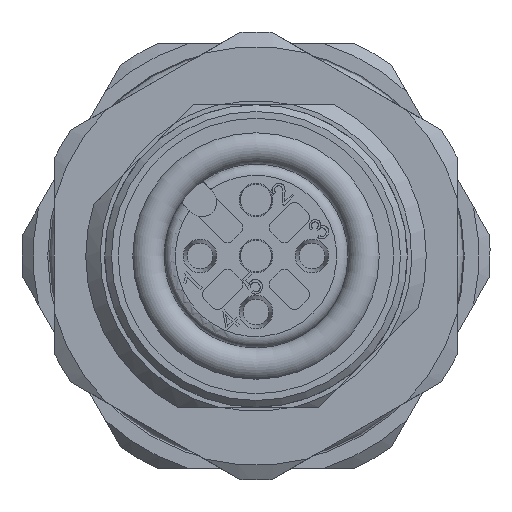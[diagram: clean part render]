
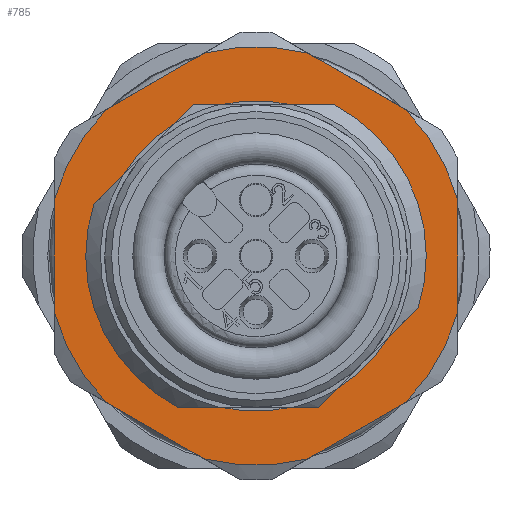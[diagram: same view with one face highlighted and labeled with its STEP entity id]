
A CAD part, left-side view. The second image highlights one B-rep face of the part: STEP entity #785.
In plain terms, the highlighted planar face has unit normal (-1, 0, 0).
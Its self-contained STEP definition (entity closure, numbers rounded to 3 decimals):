
#232=FACE_BOUND('',#1348,.T.);
#233=FACE_BOUND('',#1349,.T.);
#333=PLANE('',#4722);
#785=ADVANCED_FACE('',(#232,#233),#333,.F.);
#1348=EDGE_LOOP('',(#2988,#2989,#2990,#2991,#2992,#2993,#2994,#2995,#2996,
#2997,#2998,#2999));
#1349=EDGE_LOOP('',(#3000,#3001,#3002,#3003,#3004,#3005,#3006,#3007,#3008,
#3009,#3010,#3011,#3012,#3013));
#1383=LINE('',#5859,#1630);
#1391=LINE('',#5876,#1638);
#1395=LINE('',#5893,#1642);
#1402=LINE('',#5906,#1649);
#1406=LINE('',#5924,#1653);
#1410=LINE('',#5941,#1657);
#1418=LINE('',#5958,#1665);
#1421=LINE('',#5972,#1668);
#1602=LINE('',#8053,#1881);
#1603=LINE('',#8057,#1882);
#1604=LINE('',#8061,#1883);
#1605=LINE('',#8065,#1884);
#1606=LINE('',#8069,#1885);
#1607=LINE('',#8073,#1886);
#1630=VECTOR('',#4787,1.);
#1638=VECTOR('',#4795,1.);
#1642=VECTOR('',#4801,1.);
#1649=VECTOR('',#4808,1.);
#1653=VECTOR('',#4814,1.);
#1657=VECTOR('',#4818,1.);
#1665=VECTOR('',#4828,1.);
#1668=VECTOR('',#4831,1.);
#1881=VECTOR('',#5704,1.);
#1882=VECTOR('',#5707,1.);
#1883=VECTOR('',#5710,1.);
#1884=VECTOR('',#5713,1.);
#1885=VECTOR('',#5716,1.);
#1886=VECTOR('',#5719,1.);
#2988=ORIENTED_EDGE('',*,*,#4130,.F.);
#2989=ORIENTED_EDGE('',*,*,#4131,.F.);
#2990=ORIENTED_EDGE('',*,*,#4132,.F.);
#2991=ORIENTED_EDGE('',*,*,#4133,.F.);
#2992=ORIENTED_EDGE('',*,*,#4134,.F.);
#2993=ORIENTED_EDGE('',*,*,#4135,.F.);
#2994=ORIENTED_EDGE('',*,*,#4136,.F.);
#2995=ORIENTED_EDGE('',*,*,#4137,.F.);
#2996=ORIENTED_EDGE('',*,*,#4138,.F.);
#2997=ORIENTED_EDGE('',*,*,#4139,.F.);
#2998=ORIENTED_EDGE('',*,*,#4140,.F.);
#2999=ORIENTED_EDGE('',*,*,#4141,.F.);
#3000=ORIENTED_EDGE('',*,*,#4142,.F.);
#3001=ORIENTED_EDGE('',*,*,#3580,.T.);
#3002=ORIENTED_EDGE('',*,*,#3601,.T.);
#3003=ORIENTED_EDGE('',*,*,#4143,.F.);
#3004=ORIENTED_EDGE('',*,*,#3594,.T.);
#3005=ORIENTED_EDGE('',*,*,#3576,.T.);
#3006=ORIENTED_EDGE('',*,*,#3621,.F.);
#3007=ORIENTED_EDGE('',*,*,#4144,.F.);
#3008=ORIENTED_EDGE('',*,*,#3626,.F.);
#3009=ORIENTED_EDGE('',*,*,#3607,.F.);
#3010=ORIENTED_EDGE('',*,*,#4145,.F.);
#3011=ORIENTED_EDGE('',*,*,#3613,.F.);
#3012=ORIENTED_EDGE('',*,*,#3572,.T.);
#3013=ORIENTED_EDGE('',*,*,#3588,.T.);
#3145=VERTEX_POINT('',#5842);
#3146=VERTEX_POINT('',#5843);
#3149=VERTEX_POINT('',#5851);
#3150=VERTEX_POINT('',#5852);
#3153=VERTEX_POINT('',#5860);
#3154=VERTEX_POINT('',#5861);
#3161=VERTEX_POINT('',#5875);
#3166=VERTEX_POINT('',#5894);
#3171=VERTEX_POINT('',#5905);
#3176=VERTEX_POINT('',#5923);
#3177=VERTEX_POINT('',#5925);
#3182=VERTEX_POINT('',#5942);
#3189=VERTEX_POINT('',#5957);
#3193=VERTEX_POINT('',#5973);
#3534=VERTEX_POINT('',#8051);
#3535=VERTEX_POINT('',#8052);
#3536=VERTEX_POINT('',#8054);
#3537=VERTEX_POINT('',#8056);
#3538=VERTEX_POINT('',#8058);
#3539=VERTEX_POINT('',#8060);
#3540=VERTEX_POINT('',#8062);
#3541=VERTEX_POINT('',#8064);
#3542=VERTEX_POINT('',#8066);
#3543=VERTEX_POINT('',#8068);
#3544=VERTEX_POINT('',#8070);
#3545=VERTEX_POINT('',#8072);
#3572=EDGE_CURVE('',#3145,#3146,#4192,.T.);
#3576=EDGE_CURVE('',#3149,#3150,#4194,.T.);
#3580=EDGE_CURVE('',#3153,#3154,#1383,.T.);
#3588=EDGE_CURVE('',#3146,#3161,#1391,.T.);
#3594=EDGE_CURVE('',#3166,#3149,#1395,.T.);
#3601=EDGE_CURVE('',#3154,#3171,#1402,.T.);
#3607=EDGE_CURVE('',#3176,#3177,#1406,.T.);
#3613=EDGE_CURVE('',#3145,#3182,#1410,.T.);
#3621=EDGE_CURVE('',#3189,#3150,#1418,.T.);
#3626=EDGE_CURVE('',#3177,#3193,#1421,.T.);
#4130=EDGE_CURVE('',#3534,#3535,#4347,.T.);
#4131=EDGE_CURVE('',#3536,#3534,#1602,.T.);
#4132=EDGE_CURVE('',#3537,#3536,#4348,.T.);
#4133=EDGE_CURVE('',#3538,#3537,#1603,.T.);
#4134=EDGE_CURVE('',#3539,#3538,#4349,.T.);
#4135=EDGE_CURVE('',#3540,#3539,#1604,.T.);
#4136=EDGE_CURVE('',#3541,#3540,#4350,.T.);
#4137=EDGE_CURVE('',#3542,#3541,#1605,.T.);
#4138=EDGE_CURVE('',#3543,#3542,#4351,.T.);
#4139=EDGE_CURVE('',#3544,#3543,#1606,.T.);
#4140=EDGE_CURVE('',#3545,#3544,#4352,.T.);
#4141=EDGE_CURVE('',#3535,#3545,#1607,.T.);
#4142=EDGE_CURVE('',#3153,#3161,#4353,.T.);
#4143=EDGE_CURVE('',#3166,#3171,#4354,.T.);
#4144=EDGE_CURVE('',#3193,#3189,#4355,.T.);
#4145=EDGE_CURVE('',#3182,#3176,#4356,.T.);
#4192=CIRCLE('',#4374,7.6);
#4194=CIRCLE('',#4377,7.6);
#4347=CIRCLE('',#4712,9.346);
#4348=CIRCLE('',#4713,9.346);
#4349=CIRCLE('',#4714,9.346);
#4350=CIRCLE('',#4715,9.346);
#4351=CIRCLE('',#4716,9.346);
#4352=CIRCLE('',#4717,9.346);
#4353=CIRCLE('',#4718,6.93);
#4354=CIRCLE('',#4719,6.93);
#4355=CIRCLE('',#4720,6.93);
#4356=CIRCLE('',#4721,6.93);
#4374=AXIS2_PLACEMENT_3D('',#5841,#4771,#4772);
#4377=AXIS2_PLACEMENT_3D('',#5850,#4779,#4780);
#4712=AXIS2_PLACEMENT_3D('',#8050,#5702,#5703);
#4713=AXIS2_PLACEMENT_3D('',#8055,#5705,#5706);
#4714=AXIS2_PLACEMENT_3D('',#8059,#5708,#5709);
#4715=AXIS2_PLACEMENT_3D('',#8063,#5711,#5712);
#4716=AXIS2_PLACEMENT_3D('',#8067,#5714,#5715);
#4717=AXIS2_PLACEMENT_3D('',#8071,#5717,#5718);
#4718=AXIS2_PLACEMENT_3D('',#8074,#5720,#5721);
#4719=AXIS2_PLACEMENT_3D('',#8075,#5722,#5723);
#4720=AXIS2_PLACEMENT_3D('',#8076,#5724,#5725);
#4721=AXIS2_PLACEMENT_3D('',#8077,#5726,#5727);
#4722=AXIS2_PLACEMENT_3D('',#8078,#5728,#5729);
#4771=DIRECTION('',(1.,0.,0.));
#4772=DIRECTION('',(0.,0.,-1.));
#4779=DIRECTION('',(1.,0.,0.));
#4780=DIRECTION('',(0.,0.,-1.));
#4787=DIRECTION('',(0.,-0.707,0.707));
#4795=DIRECTION('',(0.,-0.707,0.707));
#4801=DIRECTION('',(0.,-1.,0.));
#4808=DIRECTION('',(0.,-1.,0.));
#4814=DIRECTION('',(0.,-1.,0.));
#4818=DIRECTION('',(0.,-1.,0.));
#4828=DIRECTION('',(0.,-0.707,0.707));
#4831=DIRECTION('',(0.,-0.707,0.707));
#5702=DIRECTION('',(1.,0.,0.));
#5703=DIRECTION('',(0.,-1.,0.));
#5704=DIRECTION('',(0.,0.,-1.));
#5705=DIRECTION('',(1.,0.,0.));
#5706=DIRECTION('',(0.,-1.,0.));
#5707=DIRECTION('',(0.,-0.866,-0.5));
#5708=DIRECTION('',(1.,0.,0.));
#5709=DIRECTION('',(0.,-1.,0.));
#5710=DIRECTION('',(0.,-0.866,0.5));
#5711=DIRECTION('',(1.,0.,0.));
#5712=DIRECTION('',(0.,-1.,0.));
#5713=DIRECTION('',(0.,0.,1.));
#5714=DIRECTION('',(1.,0.,0.));
#5715=DIRECTION('',(0.,-1.,0.));
#5716=DIRECTION('',(0.,0.866,0.5));
#5717=DIRECTION('',(1.,0.,0.));
#5718=DIRECTION('',(0.,-1.,0.));
#5719=DIRECTION('',(0.,0.866,-0.5));
#5720=DIRECTION('',(-1.,0.,0.));
#5721=DIRECTION('',(0.,0.,-1.));
#5722=DIRECTION('',(-1.,0.,0.));
#5723=DIRECTION('',(0.,0.,-1.));
#5724=DIRECTION('',(-1.,0.,0.));
#5725=DIRECTION('',(0.,0.,-1.));
#5726=DIRECTION('',(-1.,0.,0.));
#5727=DIRECTION('',(0.,0.,-1.));
#5728=DIRECTION('',(1.,0.,0.));
#5729=DIRECTION('',(0.,-1.,0.));
#5841=CARTESIAN_POINT('',(9.5,0.,0.));
#5842=CARTESIAN_POINT('',(9.5,3.492,-6.75));
#5843=CARTESIAN_POINT('',(9.5,7.243,2.303));
#5850=CARTESIAN_POINT('',(9.5,0.,0.));
#5851=CARTESIAN_POINT('',(9.5,-3.492,6.75));
#5852=CARTESIAN_POINT('',(9.5,-7.243,-2.303));
#5859=CARTESIAN_POINT('',(9.5,8.835,0.711));
#5860=CARTESIAN_POINT('',(9.5,3.663,5.883));
#5861=CARTESIAN_POINT('',(9.5,2.796,6.75));
#5875=CARTESIAN_POINT('',(9.5,5.883,3.663));
#5876=CARTESIAN_POINT('',(9.5,8.835,0.711));
#5893=CARTESIAN_POINT('',(9.5,2.796,6.75));
#5894=CARTESIAN_POINT('',(9.5,-1.569,6.75));
#5905=CARTESIAN_POINT('',(9.5,1.569,6.75));
#5906=CARTESIAN_POINT('',(9.5,2.796,6.75));
#5923=CARTESIAN_POINT('',(9.5,-1.569,-6.75));
#5924=CARTESIAN_POINT('',(9.5,5.744,-6.75));
#5925=CARTESIAN_POINT('',(9.5,-2.796,-6.75));
#5941=CARTESIAN_POINT('',(9.5,5.744,-6.75));
#5942=CARTESIAN_POINT('',(9.5,1.569,-6.75));
#5957=CARTESIAN_POINT('',(9.5,-5.883,-3.663));
#5958=CARTESIAN_POINT('',(9.5,-2.796,-6.75));
#5972=CARTESIAN_POINT('',(9.5,-2.796,-6.75));
#5973=CARTESIAN_POINT('',(9.5,-3.663,-5.883));
#8050=CARTESIAN_POINT('',(9.5,0.,0.));
#8051=CARTESIAN_POINT('',(9.5,-9.,-2.521));
#8052=CARTESIAN_POINT('',(9.5,-6.683,-6.534));
#8053=CARTESIAN_POINT('',(9.5,-9.,4.359));
#8054=CARTESIAN_POINT('',(9.5,-9.,2.521));
#8055=CARTESIAN_POINT('',(9.5,0.,0.));
#8056=CARTESIAN_POINT('',(9.5,-6.683,6.534));
#8057=CARTESIAN_POINT('',(9.5,-0.725,9.974));
#8058=CARTESIAN_POINT('',(9.5,-2.317,9.055));
#8059=CARTESIAN_POINT('',(9.5,0.,0.));
#8060=CARTESIAN_POINT('',(9.5,2.317,9.055));
#8061=CARTESIAN_POINT('',(9.5,8.275,5.615));
#8062=CARTESIAN_POINT('',(9.5,6.683,6.534));
#8063=CARTESIAN_POINT('',(9.5,0.,0.));
#8064=CARTESIAN_POINT('',(9.5,9.,2.521));
#8065=CARTESIAN_POINT('',(9.5,9.,-4.359));
#8066=CARTESIAN_POINT('',(9.5,9.,-2.521));
#8067=CARTESIAN_POINT('',(9.5,0.,0.));
#8068=CARTESIAN_POINT('',(9.5,6.683,-6.534));
#8069=CARTESIAN_POINT('',(9.5,0.725,-9.974));
#8070=CARTESIAN_POINT('',(9.5,2.317,-9.055));
#8071=CARTESIAN_POINT('',(9.5,0.,0.));
#8072=CARTESIAN_POINT('',(9.5,-2.317,-9.055));
#8073=CARTESIAN_POINT('',(9.5,-8.275,-5.615));
#8074=CARTESIAN_POINT('',(9.5,0.,0.));
#8075=CARTESIAN_POINT('',(9.5,0.,0.));
#8076=CARTESIAN_POINT('',(9.5,0.,0.));
#8077=CARTESIAN_POINT('',(9.5,0.,0.));
#8078=CARTESIAN_POINT('',(9.5,0.,0.));
